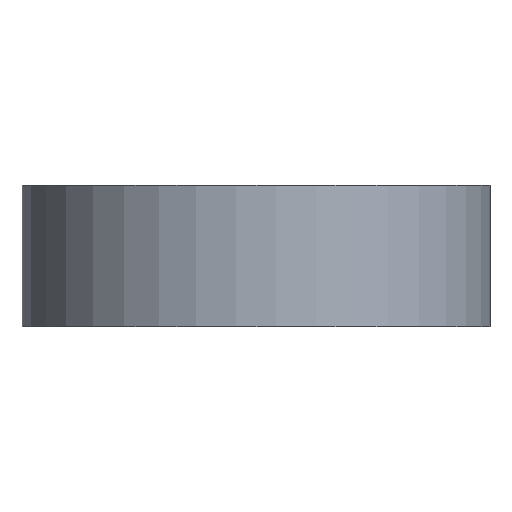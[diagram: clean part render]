
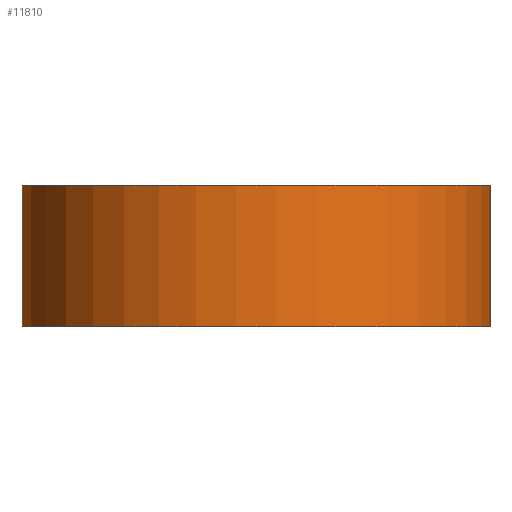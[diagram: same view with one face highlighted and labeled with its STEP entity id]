
A CAD part, left-side view. The second image highlights one B-rep face of the part: STEP entity #11810.
In plain terms, the highlighted cylindrical face has radius 9.925 mm (diameter 19.851 mm), a partial arc.
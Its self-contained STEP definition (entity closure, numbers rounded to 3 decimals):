
#708=FACE_OUTER_BOUND('',#1324,.T.);
#1324=EDGE_LOOP('',(#10649,#10650,#10651,#10652));
#1427=CIRCLE('',#11977,9.925);
#1934=CIRCLE('',#12509,9.925);
#3158=LINE('',#21298,#3930);
#3161=LINE('',#21303,#3933);
#3930=VECTOR('',#17616,10.);
#3933=VECTOR('',#17623,10.);
#4085=VERTEX_POINT('',#18008);
#4086=VERTEX_POINT('',#18009);
#4641=VERTEX_POINT('',#19194);
#4642=VERTEX_POINT('',#19195);
#5333=EDGE_CURVE('',#4085,#4086,#1427,.T.);
#5938=EDGE_CURVE('',#4641,#4642,#1934,.T.);
#6990=EDGE_CURVE('',#4642,#4085,#3158,.T.);
#6993=EDGE_CURVE('',#4641,#4086,#3161,.T.);
#10649=ORIENTED_EDGE('',*,*,#5938,.F.);
#10650=ORIENTED_EDGE('',*,*,#6993,.T.);
#10651=ORIENTED_EDGE('',*,*,#5333,.F.);
#10652=ORIENTED_EDGE('',*,*,#6990,.F.);
#11196=CYLINDRICAL_SURFACE('',#13502,9.925);
#11810=ADVANCED_FACE('',(#708),#11196,.T.);
#11977=AXIS2_PLACEMENT_3D('',#18010,#13879,#13880);
#12509=AXIS2_PLACEMENT_3D('',#19196,#15041,#15042);
#13502=AXIS2_PLACEMENT_3D('',#21304,#17624,#17625);
#13879=DIRECTION('center_axis',(0.,0.,-1.));
#13880=DIRECTION('ref_axis',(0.057,0.998,0.));
#15041=DIRECTION('center_axis',(0.,0.,1.));
#15042=DIRECTION('ref_axis',(0.057,0.998,0.));
#17616=DIRECTION('',(0.,0.,-1.));
#17623=DIRECTION('',(0.,0.,-1.));
#17624=DIRECTION('center_axis',(0.,0.,-1.));
#17625=DIRECTION('ref_axis',(-1.,0.,0.));
#18008=CARTESIAN_POINT('',(0.568,-9.909,-6.));
#18009=CARTESIAN_POINT('',(0.568,9.909,-6.));
#18010=CARTESIAN_POINT('Origin',(0.,0.,
-6.));
#19194=CARTESIAN_POINT('',(0.568,9.909,0.));
#19195=CARTESIAN_POINT('',(0.568,-9.909,0.));
#19196=CARTESIAN_POINT('Origin',(0.,0.,
0.));
#21298=CARTESIAN_POINT('',(0.568,-9.909,0.));
#21303=CARTESIAN_POINT('',(0.568,9.909,0.));
#21304=CARTESIAN_POINT('Origin',(0.,0.,
0.));
